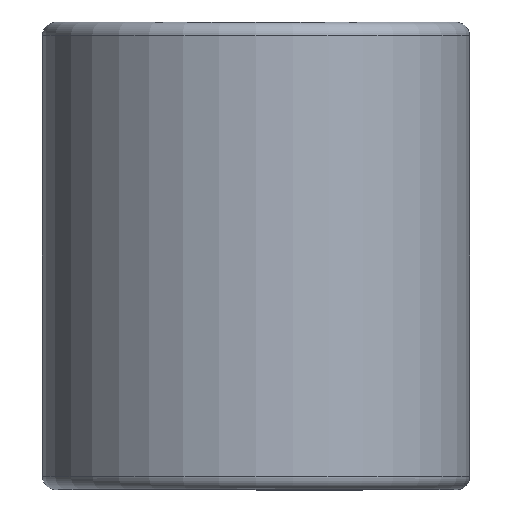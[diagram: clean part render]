
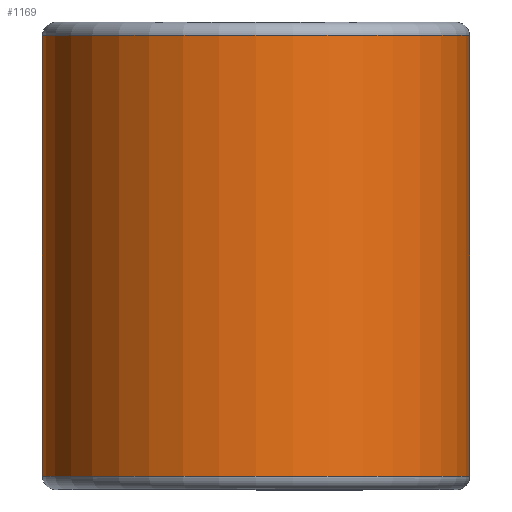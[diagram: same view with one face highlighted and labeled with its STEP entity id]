
A CAD part, top view. The second image highlights one B-rep face of the part: STEP entity #1169.
In plain terms, the highlighted cylindrical face has radius 12.332 mm (diameter 24.663 mm), a partial arc.
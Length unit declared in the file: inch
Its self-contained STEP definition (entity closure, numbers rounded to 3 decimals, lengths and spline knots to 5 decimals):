
#52 = EDGE_CURVE ( 'NONE', #2241, #2354, #445, .T. ) ;
#204 = DIRECTION ( 'NONE',  ( 0., -1., 0. ) ) ;
#259 = AXIS2_PLACEMENT_3D ( 'NONE', #556, #204, #542 ) ;
#435 = CARTESIAN_POINT ( 'NONE',  ( 0.4855, 0.50125, 0. ) ) ;
#445 = CIRCLE ( 'NONE', #259, 0.4855 ) ;
#484 = CARTESIAN_POINT ( 'NONE',  ( 0., -0.50125, -0.4855 ) ) ;
#542 = DIRECTION ( 'NONE',  ( 0., 0., -1. ) ) ;
#556 = CARTESIAN_POINT ( 'NONE',  ( 0., -0.50125, 0. ) ) ;
#562 = FACE_OUTER_BOUND ( 'NONE', #2167, .T. ) ;
#577 = CARTESIAN_POINT ( 'NONE',  ( 0., 0.50125, -0.4855 ) ) ;
#611 = CARTESIAN_POINT ( 'NONE',  ( 0., 0.5, 0. ) ) ;
#682 = VECTOR ( 'NONE', #752, 39.37008 ) ;
#683 = ORIENTED_EDGE ( 'NONE', *, *, #52, .F. ) ;
#746 = DIRECTION ( 'NONE',  ( 0., 1., 0. ) ) ;
#752 = DIRECTION ( 'NONE',  ( 0., 1., 0. ) ) ;
#874 = ORIENTED_EDGE ( 'NONE', *, *, #1896, .T. ) ;
#931 = DIRECTION ( 'NONE',  ( 0., -1., 0. ) ) ;
#1075 = VECTOR ( 'NONE', #746, 39.37008 ) ;
#1090 = EDGE_CURVE ( 'NONE', #2354, #2287, #1726, .T. ) ;
#1136 = CARTESIAN_POINT ( 'NONE',  ( 0., 0.50125, -0.4855 ) ) ;
#1169 = ADVANCED_FACE ( 'NONE', ( #562 ), #2342, .T. ) ;
#1291 = VERTEX_POINT ( 'NONE', #435 ) ;
#1418 = ORIENTED_EDGE ( 'NONE', *, *, #1090, .F. ) ;
#1496 = LINE ( 'NONE', #1931, #1075 ) ;
#1710 = AXIS2_PLACEMENT_3D ( 'NONE', #611, #2124, #2111 ) ;
#1726 = LINE ( 'NONE', #577, #682 ) ;
#1791 = EDGE_CURVE ( 'NONE', #1291, #2287, #2372, .T. ) ;
#1865 = ORIENTED_EDGE ( 'NONE', *, *, #1791, .T. ) ;
#1896 = EDGE_CURVE ( 'NONE', #2241, #1291, #1496, .T. ) ;
#1931 = CARTESIAN_POINT ( 'NONE',  ( 0.4855, 0.50125, 0. ) ) ;
#2067 = AXIS2_PLACEMENT_3D ( 'NONE', #2080, #931, #2270 ) ;
#2080 = CARTESIAN_POINT ( 'NONE',  ( 0., 0.50125, 0. ) ) ;
#2111 = DIRECTION ( 'NONE',  ( 0., 0., -1. ) ) ;
#2124 = DIRECTION ( 'NONE',  ( 0., -1., 0. ) ) ;
#2167 = EDGE_LOOP ( 'NONE', ( #874, #1865, #1418, #683 ) ) ;
#2241 = VERTEX_POINT ( 'NONE', #2411 ) ;
#2270 = DIRECTION ( 'NONE',  ( 0., 0., -1. ) ) ;
#2287 = VERTEX_POINT ( 'NONE', #1136 ) ;
#2342 = CYLINDRICAL_SURFACE ( 'NONE', #1710, 0.4855 ) ;
#2354 = VERTEX_POINT ( 'NONE', #484 ) ;
#2372 = CIRCLE ( 'NONE', #2067, 0.4855 ) ;
#2411 = CARTESIAN_POINT ( 'NONE',  ( 0.4855, -0.50125, 0. ) ) ;
